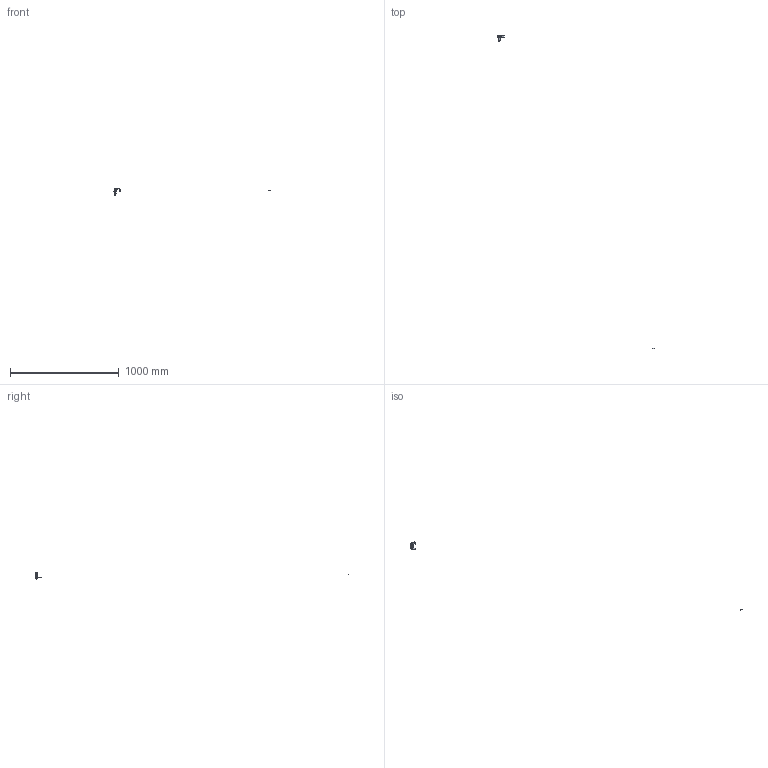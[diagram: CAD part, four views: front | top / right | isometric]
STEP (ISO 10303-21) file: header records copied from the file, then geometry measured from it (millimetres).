
FILE_DESCRIPTION(('STEP AP214'),'1');
FILE_NAME('070.step','2017-07-19T07:07:37',(' '),(' '),'Spatial InterOp 3D',' ',' ');
FILE_SCHEMA(('automotive_design'));
Length unit declared in the file: millimetre
Products named in the file (8): _220; _272; _282; hexagon nut ISO 4032 M8 m_6_5mm; _64; _379
Bounding box: 1439.51 x 2888.86 x 65.3 mm (x, y, z)
Volume: 19724 mm3; surface area: 13382.4 mm2
Topology: 8 solids, 8 shells, 285 faces, 778 edges, 515 vertices
Faces by surface type: bspline 114, plane 76, cylinder 57, cone 16, extrusion 16, torus 4, sphere 2
Full cylindrical faces by diameter (mm): 2.5 x2, 3.8 x2, 4 x3, 5 x2, 6.75 x1, 8.2 x1, 8.3 x1, 11 x1, 11.5 x1
Entity records: 17756 total; most frequent: CARTESIAN_POINT 9349, ORIENTED_EDGE 1492, DIRECTION 806, EDGE_CURVE 746, VERTEX_POINT 508, B_SPLINE_CURVE_WITH_KNOTS 442, EDGE_LOOP 328, AXIS2_PLACEMENT_3D 307
